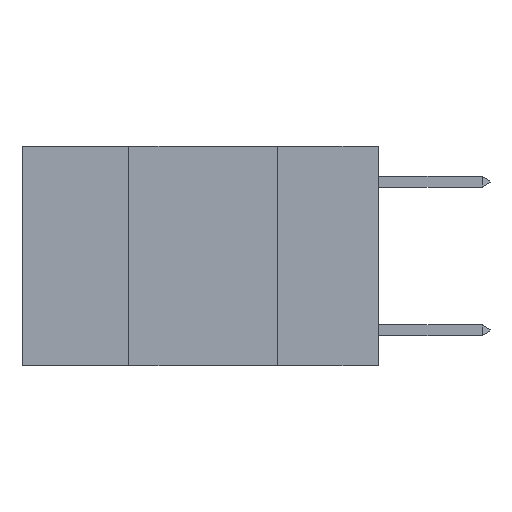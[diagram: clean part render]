
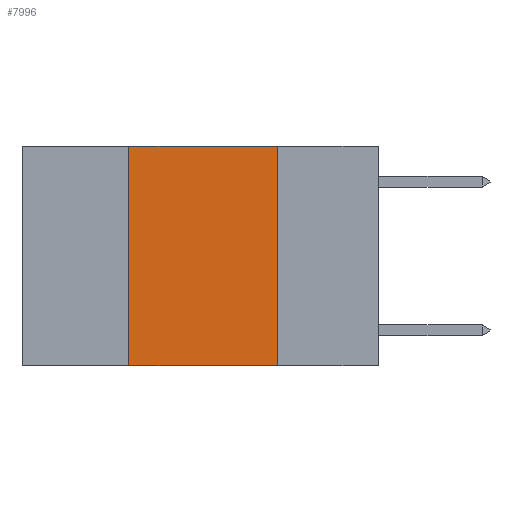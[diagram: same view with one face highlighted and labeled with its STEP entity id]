
A CAD part, left-side view. The second image highlights one B-rep face of the part: STEP entity #7996.
In plain terms, the highlighted planar face has unit normal (-1, 0, 0).
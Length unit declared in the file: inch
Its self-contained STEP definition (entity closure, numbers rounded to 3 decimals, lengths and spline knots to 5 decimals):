
#35 = EDGE_CURVE ( 'NONE', #1881, #370, #345, .T. ) ;
#98 = CARTESIAN_POINT ( 'NONE',  ( 0., 0.6, 0. ) ) ;
#345 = LINE ( 'NONE', #963, #4623 ) ;
#370 = VERTEX_POINT ( 'NONE', #12237 ) ;
#641 = CARTESIAN_POINT ( 'NONE',  ( 0., 0.6, -0.37 ) ) ;
#752 = LINE ( 'NONE', #2716, #5103 ) ;
#756 = CARTESIAN_POINT ( 'NONE',  ( 0., 0.17, 0. ) ) ;
#962 = VERTEX_POINT ( 'NONE', #8669 ) ;
#963 = CARTESIAN_POINT ( 'NONE',  ( 0., 0.17, 0. ) ) ;
#1711 = EDGE_CURVE ( 'NONE', #962, #1881, #9989, .T. ) ;
#1778 = CARTESIAN_POINT ( 'NONE',  ( 0., 0.6, 0. ) ) ;
#1881 = VERTEX_POINT ( 'NONE', #756 ) ;
#2084 = VECTOR ( 'NONE', #3356, 39.37008 ) ;
#2707 = DIRECTION ( 'NONE',  ( 1., 0., 0. ) ) ;
#2716 = CARTESIAN_POINT ( 'NONE',  ( 0., 0.42, 0. ) ) ;
#2851 = ORIENTED_EDGE ( 'NONE', *, *, #10860, .T. ) ;
#3347 = DIRECTION ( 'NONE',  ( 0., -1., 0. ) ) ;
#3356 = DIRECTION ( 'NONE',  ( 0., -1., 0. ) ) ;
#4322 = ORIENTED_EDGE ( 'NONE', *, *, #8821, .F. ) ;
#4623 = VECTOR ( 'NONE', #4938, 39.37008 ) ;
#4635 = LINE ( 'NONE', #641, #8448 ) ;
#4938 = DIRECTION ( 'NONE',  ( 0., 0., -1. ) ) ;
#5103 = VECTOR ( 'NONE', #11717, 39.37008 ) ;
#5364 = ORIENTED_EDGE ( 'NONE', *, *, #35, .F. ) ;
#7617 = FACE_OUTER_BOUND ( 'NONE', #8123, .T. ) ;
#7996 = ADVANCED_FACE ( 'NONE', ( #7617 ), #12680, .F. ) ;
#8123 = EDGE_LOOP ( 'NONE', ( #5364, #11983, #4322, #2851 ) ) ;
#8448 = VECTOR ( 'NONE', #3347, 39.37008 ) ;
#8669 = CARTESIAN_POINT ( 'NONE',  ( 0., 0.42, 0. ) ) ;
#8821 = EDGE_CURVE ( 'NONE', #11227, #962, #752, .T. ) ;
#9989 = LINE ( 'NONE', #98, #2084 ) ;
#10676 = AXIS2_PLACEMENT_3D ( 'NONE', #1778, #2707, #11582 ) ;
#10860 = EDGE_CURVE ( 'NONE', #11227, #370, #4635, .T. ) ;
#11227 = VERTEX_POINT ( 'NONE', #12164 ) ;
#11582 = DIRECTION ( 'NONE',  ( 0., 0., -1. ) ) ;
#11717 = DIRECTION ( 'NONE',  ( 0., 0., 1. ) ) ;
#11983 = ORIENTED_EDGE ( 'NONE', *, *, #1711, .F. ) ;
#12164 = CARTESIAN_POINT ( 'NONE',  ( 0., 0.42, -0.37 ) ) ;
#12237 = CARTESIAN_POINT ( 'NONE',  ( 0., 0.17, -0.37 ) ) ;
#12680 = PLANE ( 'NONE',  #10676 ) ;
